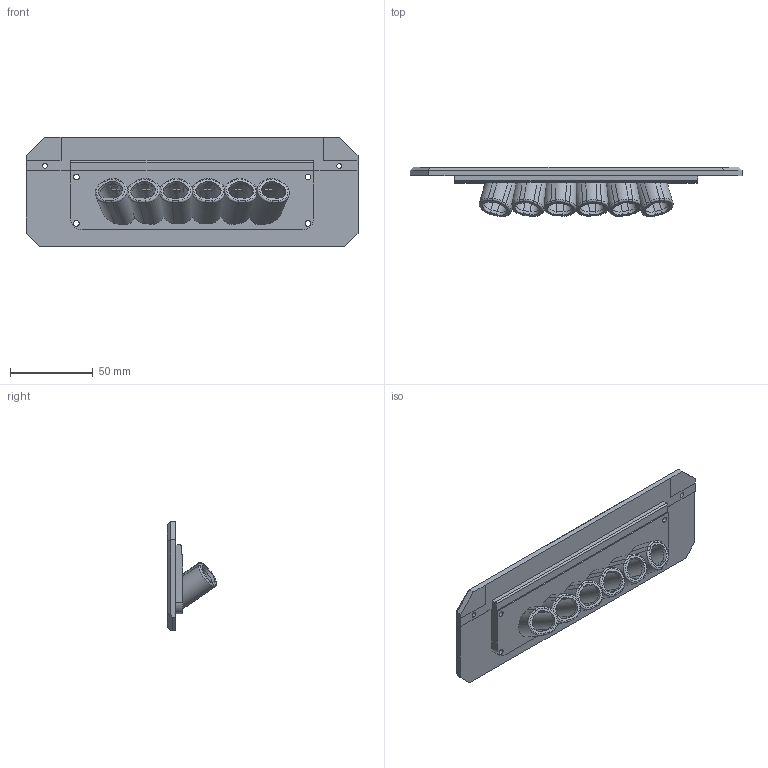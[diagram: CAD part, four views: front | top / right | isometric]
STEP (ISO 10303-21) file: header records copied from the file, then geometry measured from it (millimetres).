
FILE_DESCRIPTION(/* description */ ('','CAx-IF Rec.Pracs.---Representation and Presentation of Product Manufacturing Information (PMI)---4.0---2014-10-13'),/* implementation_level */ '2;1');
FILE_NAME(/* name */ 'Main Body SV08 Umbilical.step',/* time_stamp */ '2025-02-08T19:57:00-06:00',/* author */ (''),/* organization */ (''),/* preprocessor_version */ 'ST-DEVELOPER v20',/* originating_system */ 'Autodesk Translation Framework v13.20.0.188',/* authorisation */ '');
FILE_SCHEMA (('AP242_MANAGED_MODEL_BASED_3D_ENGINEERING_MIM_LF { 1 0 10303 442 1 1 4 }'));
Length unit declared in the file: millimetre
Products named in the file (1): Outer_part
Bounding box: 200.77 x 29.97 x 66 mm (x, y, z)
Volume: 95260.8 mm3; surface area: 41457.7 mm2
Topology: 1 solids, 1 shells, 397 faces, 1029 edges, 644 vertices
Faces by surface type: plane 238, cylinder 81, bspline 42, cone 18, torus 18
Full cylindrical faces by diameter (mm): 3.02 x2, 3.4 x4, 5.7 x2, 6.2 x4
Entity records: 13927 total; most frequent: CARTESIAN_POINT 4051, ORIENTED_EDGE 2058, DIRECTION 2044, EDGE_CURVE 1029, LINE 700, VECTOR 700, AXIS2_PLACEMENT_3D 672, VERTEX_POINT 644
